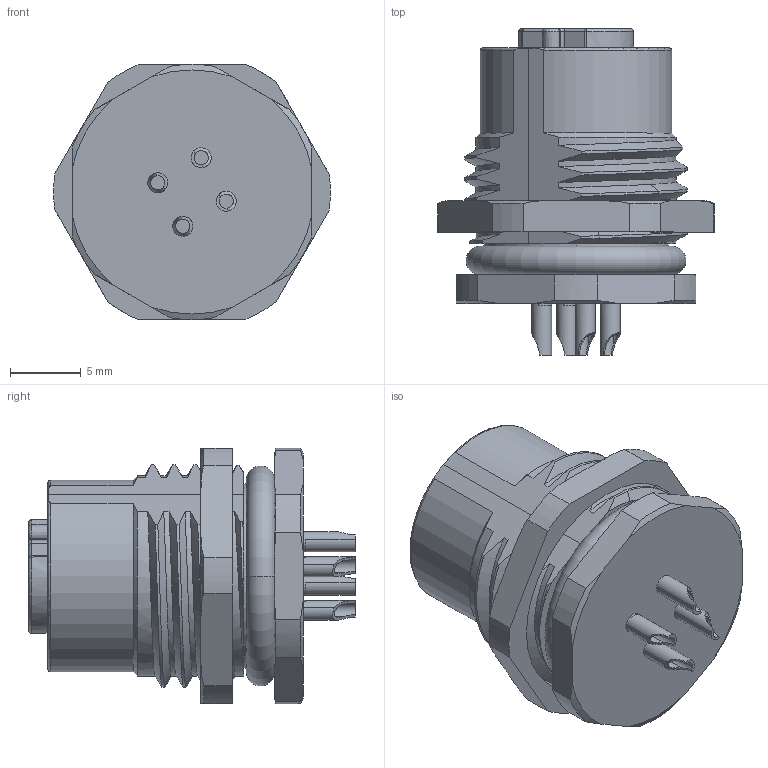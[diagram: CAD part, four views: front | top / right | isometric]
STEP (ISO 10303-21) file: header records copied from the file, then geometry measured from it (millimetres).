
FILE_DESCRIPTION((''),'2;1');
FILE_NAME('3D_1630053231012_M12-F05B-BKR-P','2021-01-04T',('zh.su'),(''),'PRO/ENGINEER BY PARAMETRIC TECHNOLOGY CORPORATION, 2012480','PRO/ENGINEER BY PARAMETRIC TECHNOLOGY CORPORATION, 2012480','');
FILE_SCHEMA(('CONFIG_CONTROL_DESIGN'));
Length unit declared in the file: millimetre
Products named in the file (1): 3D_1630053231012_M12-F05B-BKR-P
Bounding box: 19.5 x 23 x 18.02 mm (x, y, z)
Volume: 2810.4 mm3; surface area: 3101.3 mm2
Topology: 2 solids, 6 shells, 431 faces, 1262 edges, 851 vertices
Faces by surface type: plane 122, cone 99, cylinder 98, extrusion 44, bspline 37, torus 29, sphere 2
Entity records: 18074 total; most frequent: CARTESIAN_POINT 7142, ORIENTED_EDGE 2504, DIRECTION 1967, EDGE_CURVE 1252, VERTEX_POINT 851, AXIS2_PLACEMENT_3D 746, VECTOR 475, B_SPLINE_CURVE_WITH_KNOTS 469
